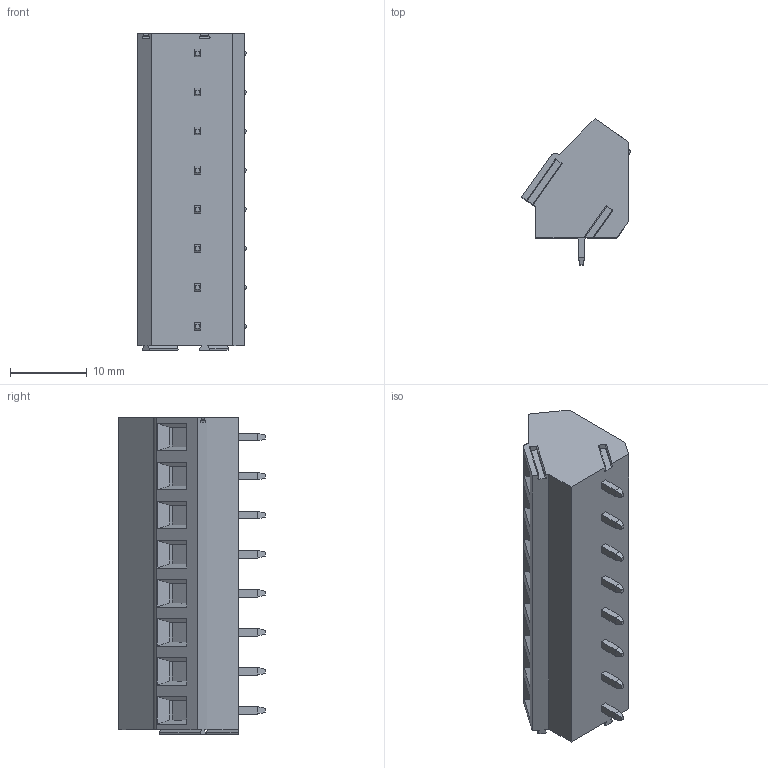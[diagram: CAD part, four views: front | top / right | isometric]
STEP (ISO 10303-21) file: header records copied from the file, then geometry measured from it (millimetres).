
FILE_DESCRIPTION((''),'2;1');
FILE_NAME('TL307','2024-12-14T',('yanfa'),(''),'PRO/ENGINEER BY PARAMETRIC TECHNOLOGY CORPORATION, 2009280','PRO/ENGINEER BY PARAMETRIC TECHNOLOGY CORPORATION, 2009280','');
FILE_SCHEMA(('AUTOMOTIVE_DESIGN_CC2 { 1 2 10303 214 -1 1 5 2 }'));
Length unit declared in the file: millimetre
Products named in the file (1): TL307
Bounding box: 14.11 x 19.03 x 41.24 mm (x, y, z)
Volume: 6025.8 mm3; surface area: 2823.2 mm2
Topology: 1 solids, 1 shells, 359 faces, 863 edges, 538 vertices
Faces by surface type: plane 226, cylinder 77, cone 32, torus 16, sphere 8
Entity records: 10443 total; most frequent: CARTESIAN_POINT 1985, DIRECTION 1755, ORIENTED_EDGE 1726, EDGE_CURVE 863, VECTOR 613, LINE 613, AXIS2_PLACEMENT_3D 571, VERTEX_POINT 538
